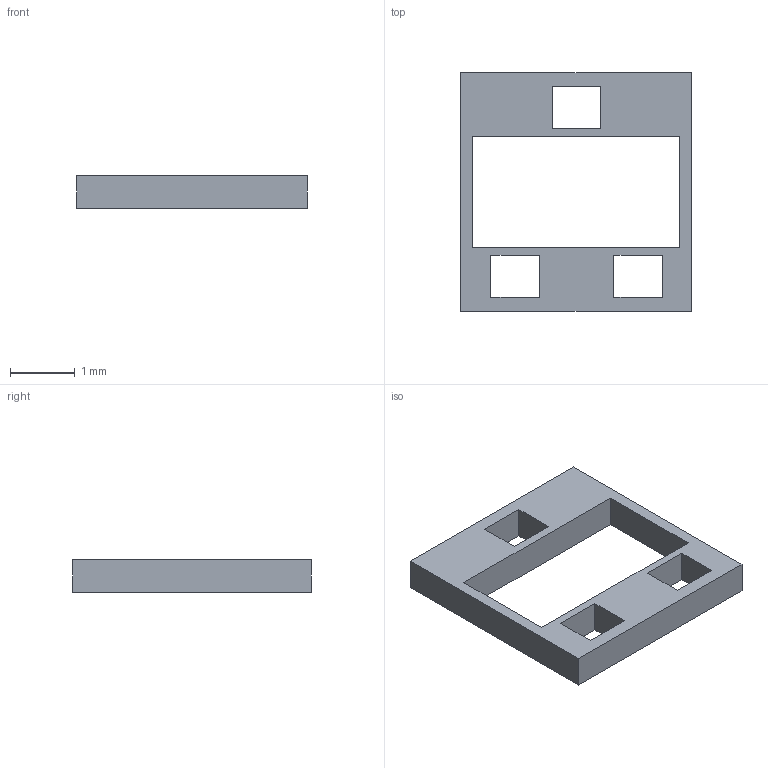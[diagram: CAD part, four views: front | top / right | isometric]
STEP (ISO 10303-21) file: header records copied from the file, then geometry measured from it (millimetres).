
FILE_DESCRIPTION(/* description */ (''),/* implementation_level */ '2;1');
FILE_NAME(/* name */ 'transistor v3.step',/* time_stamp */ '2025-04-06T21:00:10-04:00',/* author */ (''),/* organization */ (''),/* preprocessor_version */ 'ST-DEVELOPER v20.1',/* originating_system */ 'Autodesk Translation Framework v14.4.0.0',/* authorisation */ '');
FILE_SCHEMA (('AUTOMOTIVE_DESIGN { 1 0 10303 214 3 1 1 }'));
Length unit declared in the file: millimetre
Products named in the file (2): transistor; SOT_23Housing v2
Assembly tree (1 placements, depth 2):
  transistor
    SOT_23Housing v2
Bounding box: 3.56 x 3.69 x 0.5 mm (x, y, z)
Volume: 3.1 mm3; surface area: 28.8 mm2
Topology: 1 solids, 1 shells, 22 faces, 60 edges, 40 vertices
Faces by surface type: plane 22
Entity records: 753 total; most frequent: CARTESIAN_POINT 125, ORIENTED_EDGE 120, DIRECTION 110, LINE 60, VECTOR 60, EDGE_CURVE 60, VERTEX_POINT 40, EDGE_LOOP 30
